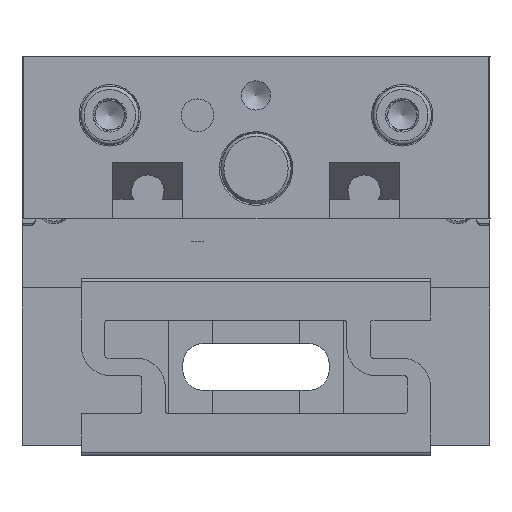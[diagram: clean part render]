
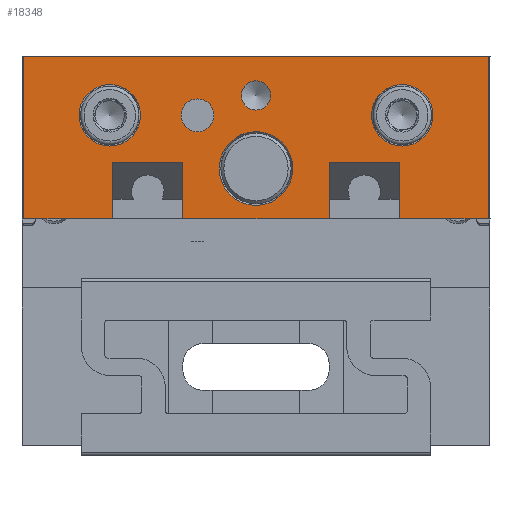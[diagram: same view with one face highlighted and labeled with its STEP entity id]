
A CAD part, left-side view. The second image highlights one B-rep face of the part: STEP entity #18348.
In plain terms, the highlighted planar face has unit normal (-1, 0, 0).
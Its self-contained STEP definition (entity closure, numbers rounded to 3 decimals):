
#362=CIRCLE('',#18478,2.8);
#731=CIRCLE('',#19453,2.5);
#732=CIRCLE('',#19455,5.25);
#733=CIRCLE('',#19457,5.25);
#734=CIRCLE('',#19459,6.289);
#4388=ORIENTED_EDGE('',*,*,#6653,.T.);
#4389=ORIENTED_EDGE('',*,*,#6652,.T.);
#4390=ORIENTED_EDGE('',*,*,#6651,.T.);
#4391=ORIENTED_EDGE('',*,*,#4919,.T.);
#4392=ORIENTED_EDGE('',*,*,#6598,.T.);
#4393=ORIENTED_EDGE('',*,*,#6650,.T.);
#4394=ORIENTED_EDGE('',*,*,#6648,.F.);
#4395=ORIENTED_EDGE('',*,*,#6647,.T.);
#4396=ORIENTED_EDGE('',*,*,#6602,.T.);
#4397=ORIENTED_EDGE('',*,*,#4923,.T.);
#4398=ORIENTED_EDGE('',*,*,#4928,.F.);
#4399=ORIENTED_EDGE('',*,*,#4934,.T.);
#4400=ORIENTED_EDGE('',*,*,#6600,.T.);
#4401=ORIENTED_EDGE('',*,*,#4937,.F.);
#4402=ORIENTED_EDGE('',*,*,#4942,.F.);
#4403=ORIENTED_EDGE('',*,*,#4948,.F.);
#4404=ORIENTED_EDGE('',*,*,#6654,.T.);
#4919=EDGE_CURVE('',#6871,#6871,#362,.F.);
#4923=EDGE_CURVE('',#6876,#6875,#8171,.T.);
#4928=EDGE_CURVE('',#6880,#6875,#8176,.T.);
#4934=EDGE_CURVE('',#6880,#6884,#8181,.T.);
#4937=EDGE_CURVE('',#6887,#6888,#8184,.T.);
#4942=EDGE_CURVE('',#6892,#6887,#8189,.T.);
#4948=EDGE_CURVE('',#6896,#6892,#8194,.T.);
#6598=EDGE_CURVE('',#6896,#7993,#9346,.T.);
#6600=EDGE_CURVE('',#6884,#6888,#9348,.T.);
#6602=EDGE_CURVE('',#7994,#6876,#9350,.T.);
#6647=EDGE_CURVE('',#8024,#7994,#9365,.T.);
#6648=EDGE_CURVE('',#8024,#8025,#9366,.T.);
#6650=EDGE_CURVE('',#7993,#8025,#9367,.F.);
#6651=EDGE_CURVE('',#8026,#8026,#731,.F.);
#6652=EDGE_CURVE('',#8027,#8027,#732,.T.);
#6653=EDGE_CURVE('',#8028,#8028,#733,.T.);
#6654=EDGE_CURVE('',#8029,#8029,#734,.T.);
#6871=VERTEX_POINT('',#23441);
#6875=VERTEX_POINT('',#23449);
#6876=VERTEX_POINT('',#23451);
#6880=VERTEX_POINT('',#23460);
#6884=VERTEX_POINT('',#23471);
#6887=VERTEX_POINT('',#23478);
#6888=VERTEX_POINT('',#23480);
#6892=VERTEX_POINT('',#23489);
#6896=VERTEX_POINT('',#23500);
#7993=VERTEX_POINT('',#27691);
#7994=VERTEX_POINT('',#27697);
#8024=VERTEX_POINT('',#27829);
#8025=VERTEX_POINT('',#27833);
#8026=VERTEX_POINT('',#27839);
#8027=VERTEX_POINT('',#27842);
#8028=VERTEX_POINT('',#27845);
#8029=VERTEX_POINT('',#27848);
#8171=LINE('',#23450,#9468);
#8176=LINE('',#23461,#9473);
#8181=LINE('',#23472,#9478);
#8184=LINE('',#23479,#9481);
#8189=LINE('',#23490,#9486);
#8194=LINE('',#23501,#9491);
#9346=LINE('',#27692,#10643);
#9348=LINE('',#27694,#10645);
#9350=LINE('',#27696,#10647);
#9365=LINE('',#27830,#10662);
#9366=LINE('',#27832,#10663);
#9367=LINE('',#27836,#10664);
#9468=VECTOR('',#19718,1000.);
#9473=VECTOR('',#19725,1000.);
#9478=VECTOR('',#19734,1000.);
#9481=VECTOR('',#19739,1000.);
#9486=VECTOR('',#19746,1000.);
#9491=VECTOR('',#19755,1000.);
#10643=VECTOR('',#22741,1000.);
#10645=VECTOR('',#22743,1000.);
#10647=VECTOR('',#22745,1000.);
#10662=VECTOR('',#22848,1000.);
#10663=VECTOR('',#22851,1000.);
#10664=VECTOR('',#22856,1000.);
#11432=EDGE_LOOP('',(#4388));
#11433=EDGE_LOOP('',(#4389));
#11434=EDGE_LOOP('',(#4390));
#11435=EDGE_LOOP('',(#4391));
#11436=EDGE_LOOP('',(#4392,#4393,#4394,#4395,#4396,#4397,#4398,#4399,#4400,
#4401,#4402,#4403));
#11437=EDGE_LOOP('',(#4404));
#12268=FACE_BOUND('',#11432,.T.);
#12269=FACE_BOUND('',#11433,.T.);
#12270=FACE_BOUND('',#11434,.T.);
#12271=FACE_BOUND('',#11435,.T.);
#12272=FACE_BOUND('',#11436,.T.);
#12273=FACE_BOUND('',#11437,.T.);
#12772=PLANE('',#19458);
#18348=ADVANCED_FACE('',(#12268,#12269,#12270,#12271,#12272,#12273),#12772,
 .T.);
#18478=AXIS2_PLACEMENT_3D('',#23440,#19710,#19711);
#19453=AXIS2_PLACEMENT_3D('',#27838,#22859,#22860);
#19455=AXIS2_PLACEMENT_3D('',#27841,#22863,#22864);
#19457=AXIS2_PLACEMENT_3D('',#27844,#22867,#22868);
#19458=AXIS2_PLACEMENT_3D('',#27846,#22869,#22870);
#19459=AXIS2_PLACEMENT_3D('',#27847,#22871,#22872);
#19710=DIRECTION('',(-1.,0.,0.));
#19711=DIRECTION('',(0.,0.,1.));
#19718=DIRECTION('',(0.,0.,1.));
#19725=DIRECTION('',(0.,1.,0.));
#19734=DIRECTION('',(0.,0.,-1.));
#19739=DIRECTION('',(0.,0.,-1.));
#19746=DIRECTION('',(0.,1.,0.));
#19755=DIRECTION('',(0.,0.,1.));
#22741=DIRECTION('',(0.,-1.,0.));
#22743=DIRECTION('',(0.,-1.,0.));
#22745=DIRECTION('',(0.,-1.,0.));
#22848=DIRECTION('',(0.,0.,-1.));
#22851=DIRECTION('',(0.,-1.,0.));
#22856=DIRECTION('',(0.,0.,-1.));
#22859=DIRECTION('',(-1.,0.,0.));
#22860=DIRECTION('',(0.,0.,1.));
#22863=DIRECTION('',(1.,0.,0.));
#22864=DIRECTION('',(0.,0.,1.));
#22867=DIRECTION('',(1.,0.,0.));
#22868=DIRECTION('',(0.,0.,1.));
#22869=DIRECTION('',(-1.,0.,0.));
#22870=DIRECTION('',(0.,0.,1.));
#22871=DIRECTION('',(1.,0.,0.));
#22872=DIRECTION('',(0.,-0.913,0.409));
#23440=CARTESIAN_POINT('',(-24.5,10.,43.));
#23441=CARTESIAN_POINT('',(-24.5,10.,45.8));
#23449=CARTESIAN_POINT('',(-24.5,24.5,34.994));
#23450=CARTESIAN_POINT('',(-24.5,24.5,25.754));
#23451=CARTESIAN_POINT('',(-24.5,24.5,25.3));
#23460=CARTESIAN_POINT('',(-24.5,12.5,34.994));
#23461=CARTESIAN_POINT('',(-24.5,60.,34.994));
#23471=CARTESIAN_POINT('',(-24.5,12.5,25.3));
#23472=CARTESIAN_POINT('',(-24.5,12.5,25.754));
#23478=CARTESIAN_POINT('',(-24.5,-12.5,34.994));
#23479=CARTESIAN_POINT('',(-24.5,-12.5,25.754));
#23480=CARTESIAN_POINT('',(-24.5,-12.5,25.3));
#23489=CARTESIAN_POINT('',(-24.5,-24.5,34.994));
#23490=CARTESIAN_POINT('',(-24.5,17.5,34.994));
#23500=CARTESIAN_POINT('',(-24.5,-24.5,25.3));
#23501=CARTESIAN_POINT('',(-24.5,-24.5,25.754));
#27691=CARTESIAN_POINT('',(-24.5,-39.7,25.3));
#27692=CARTESIAN_POINT('',(-24.5,60.,25.3));
#27694=CARTESIAN_POINT('',(-24.5,60.,25.3));
#27696=CARTESIAN_POINT('',(-24.5,60.,25.3));
#27697=CARTESIAN_POINT('',(-24.5,39.7,25.3));
#27829=CARTESIAN_POINT('',(-24.5,39.7,53.));
#27830=CARTESIAN_POINT('',(-24.5,39.7,25.3));
#27832=CARTESIAN_POINT('',(-24.5,60.,53.));
#27833=CARTESIAN_POINT('',(-24.5,-39.7,53.));
#27836=CARTESIAN_POINT('',(-24.5,-39.7,25.754));
#27838=CARTESIAN_POINT('',(-24.5,0.,46.4));
#27839=CARTESIAN_POINT('',(-24.5,0.,48.9));
#27841=CARTESIAN_POINT('',(-24.5,-25.,43.));
#27842=CARTESIAN_POINT('',(-24.5,-25.,48.25));
#27844=CARTESIAN_POINT('',(-24.5,25.,43.));
#27845=CARTESIAN_POINT('',(-24.5,25.,48.25));
#27846=CARTESIAN_POINT('',(-24.5,60.,25.754));
#27847=CARTESIAN_POINT('',(-24.5,0.,33.9));
#27848=CARTESIAN_POINT('',(-24.5,-5.739,36.471));
